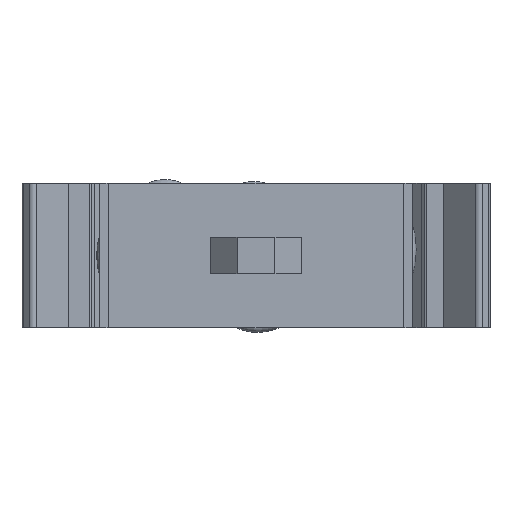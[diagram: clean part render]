
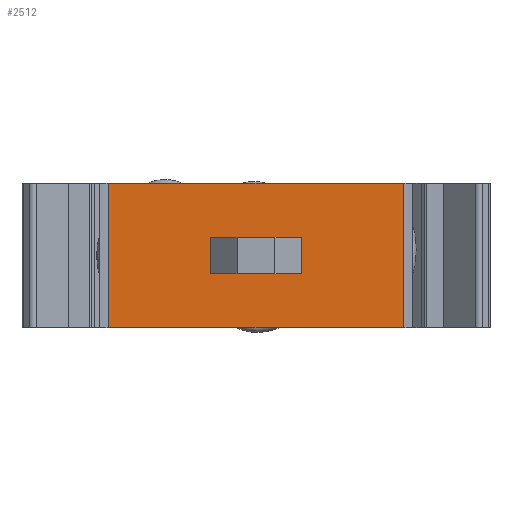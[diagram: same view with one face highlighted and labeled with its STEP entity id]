
A CAD part, front view. The second image highlights one B-rep face of the part: STEP entity #2512.
In plain terms, the highlighted planar face has unit normal (0, -1, 0).
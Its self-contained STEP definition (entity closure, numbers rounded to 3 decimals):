
#15=FACE_BOUND('',#827,.T.);
#32=PLANE('',#2710);
#126=LINE('',#3858,#377);
#131=LINE('',#3872,#382);
#140=LINE('',#3890,#391);
#144=LINE('',#3901,#395);
#158=LINE('',#3931,#409);
#159=LINE('',#3933,#410);
#160=LINE('',#3935,#411);
#161=LINE('',#3936,#412);
#377=VECTOR('',#3021,1000.);
#382=VECTOR('',#3034,1000.);
#391=VECTOR('',#3045,1000.);
#395=VECTOR('',#3057,1000.);
#409=VECTOR('',#3087,1000.);
#410=VECTOR('',#3088,1000.);
#411=VECTOR('',#3089,1000.);
#412=VECTOR('',#3090,1000.);
#693=FACE_OUTER_BOUND('',#826,.T.);
#826=EDGE_LOOP('',(#1862,#1863,#1864,#1865));
#827=EDGE_LOOP('',(#1866,#1867,#1868,#1869,#1870,#1871));
#982=CIRCLE('',#2695,2.5);
#984=CIRCLE('',#2700,2.5);
#1095=VERTEX_POINT('',#3856);
#1096=VERTEX_POINT('',#3857);
#1099=VERTEX_POINT('',#3865);
#1101=VERTEX_POINT('',#3871);
#1109=VERTEX_POINT('',#3889);
#1111=VERTEX_POINT('',#3895);
#1119=VERTEX_POINT('',#3929);
#1120=VERTEX_POINT('',#3930);
#1121=VERTEX_POINT('',#3932);
#1122=VERTEX_POINT('',#3934);
#1367=EDGE_CURVE('',#1095,#1096,#126,.T.);
#1371=EDGE_CURVE('',#1096,#1099,#982,.T.);
#1374=EDGE_CURVE('',#1099,#1101,#131,.T.);
#1383=EDGE_CURVE('',#1101,#1109,#140,.T.);
#1386=EDGE_CURVE('',#1109,#1111,#984,.T.);
#1389=EDGE_CURVE('',#1111,#1095,#144,.T.);
#1403=EDGE_CURVE('',#1119,#1120,#158,.T.);
#1404=EDGE_CURVE('',#1121,#1120,#159,.T.);
#1405=EDGE_CURVE('',#1122,#1121,#160,.T.);
#1406=EDGE_CURVE('',#1122,#1119,#161,.T.);
#1862=ORIENTED_EDGE('',*,*,#1403,.T.);
#1863=ORIENTED_EDGE('',*,*,#1404,.F.);
#1864=ORIENTED_EDGE('',*,*,#1405,.F.);
#1865=ORIENTED_EDGE('',*,*,#1406,.T.);
#1866=ORIENTED_EDGE('',*,*,#1389,.T.);
#1867=ORIENTED_EDGE('',*,*,#1367,.T.);
#1868=ORIENTED_EDGE('',*,*,#1371,.T.);
#1869=ORIENTED_EDGE('',*,*,#1374,.T.);
#1870=ORIENTED_EDGE('',*,*,#1383,.T.);
#1871=ORIENTED_EDGE('',*,*,#1386,.T.);
#2512=ADVANCED_FACE('',(#693,#15),#32,.F.);
#2695=AXIS2_PLACEMENT_3D('',#3866,#3027,#3028);
#2700=AXIS2_PLACEMENT_3D('',#3896,#3050,#3051);
#2710=AXIS2_PLACEMENT_3D('',#3928,#3085,#3086);
#3021=DIRECTION('',(0.,0.,1.));
#3027=DIRECTION('center_axis',(0.,1.,0.));
#3028=DIRECTION('ref_axis',(1.,0.,0.));
#3034=DIRECTION('',(1.,0.,0.));
#3045=DIRECTION('',(0.,0.,-1.));
#3050=DIRECTION('center_axis',(0.,1.,0.));
#3051=DIRECTION('ref_axis',(1.,0.,0.));
#3057=DIRECTION('',(-1.,0.,0.));
#3085=DIRECTION('center_axis',(0.,1.,0.));
#3086=DIRECTION('ref_axis',(0.,0.,1.));
#3087=DIRECTION('',(1.,0.,0.));
#3088=DIRECTION('',(0.,0.,-1.));
#3089=DIRECTION('',(1.,0.,0.));
#3090=DIRECTION('',(0.,0.,-1.));
#3856=CARTESIAN_POINT('',(-2.5,0.,-2.));
#3857=CARTESIAN_POINT('',(-2.5,0.,-0.5));
#3858=CARTESIAN_POINT('',(-2.5,0.,-2.));
#3865=CARTESIAN_POINT('',(0.,0.,2.));
#3866=CARTESIAN_POINT('Origin',(0.,0.,-0.5));
#3871=CARTESIAN_POINT('',(2.5,0.,2.));
#3872=CARTESIAN_POINT('',(0.,0.,2.));
#3889=CARTESIAN_POINT('',(2.5,0.,0.5));
#3890=CARTESIAN_POINT('',(2.5,0.,2.));
#3895=CARTESIAN_POINT('',(0.,0.,-2.));
#3896=CARTESIAN_POINT('Origin',(0.,0.,0.5));
#3901=CARTESIAN_POINT('',(0.,0.,-2.));
#3928=CARTESIAN_POINT('Origin',(-16.3,0.,8.));
#3929=CARTESIAN_POINT('',(-16.3,0.,-8.));
#3930=CARTESIAN_POINT('',(16.3,0.,-8.));
#3931=CARTESIAN_POINT('',(-16.3,0.,-8.));
#3932=CARTESIAN_POINT('',(16.3,0.,8.));
#3933=CARTESIAN_POINT('',(16.3,0.,8.));
#3934=CARTESIAN_POINT('',(-16.3,0.,8.));
#3935=CARTESIAN_POINT('',(-16.3,0.,8.));
#3936=CARTESIAN_POINT('',(-16.3,0.,8.));
